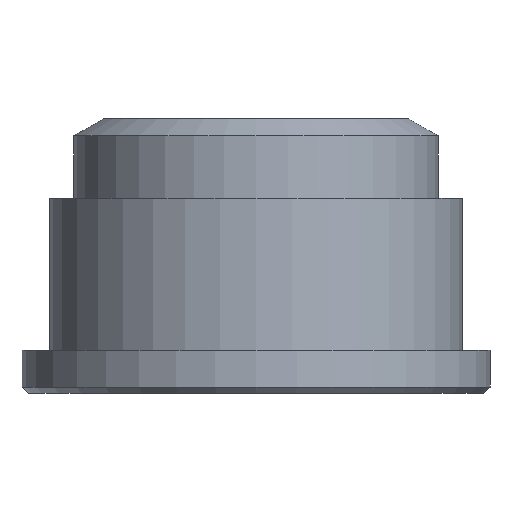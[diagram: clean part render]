
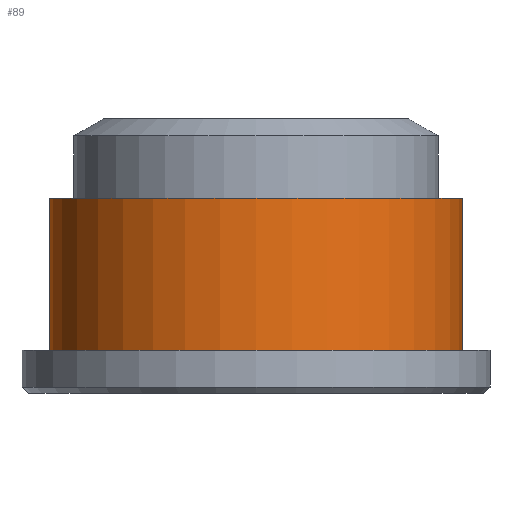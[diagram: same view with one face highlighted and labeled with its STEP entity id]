
A CAD part, front view. The second image highlights one B-rep face of the part: STEP entity #89.
In plain terms, the highlighted cylindrical face has radius 16.95 mm (diameter 33.9 mm), a partial arc.
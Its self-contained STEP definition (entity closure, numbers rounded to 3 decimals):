
#3 = CARTESIAN_POINT ( 'NONE',  ( 0., 0., 16. ) ) ;
#4 = CIRCLE ( 'NONE', #103, 16.95 ) ;
#6 = DIRECTION ( 'NONE',  ( 0., 0., -1. ) ) ;
#13 = VERTEX_POINT ( 'NONE', #68 ) ;
#35 = DIRECTION ( 'NONE',  ( 1., 0., 0. ) ) ;
#40 = ORIENTED_EDGE ( 'NONE', *, *, #96, .F. ) ;
#65 = CARTESIAN_POINT ( 'NONE',  ( 16.95, 0., 3.5 ) ) ;
#68 = CARTESIAN_POINT ( 'NONE',  ( -16.95, 0., 16. ) ) ;
#75 = CARTESIAN_POINT ( 'NONE',  ( -16.95, 0., 3.5 ) ) ;
#89 = ADVANCED_FACE ( 'NONE', ( #119 ), #159, .T. ) ;
#93 = DIRECTION ( 'NONE',  ( 0., 0., -1. ) ) ;
#96 = EDGE_CURVE ( 'NONE', #13, #217, #362, .T. ) ;
#100 = DIRECTION ( 'NONE',  ( 0., 0., 1. ) ) ;
#103 = AXIS2_PLACEMENT_3D ( 'NONE', #242, #100, #35 ) ;
#108 = DIRECTION ( 'NONE',  ( -1., 0., 0. ) ) ;
#109 = VERTEX_POINT ( 'NONE', #75 ) ;
#119 = FACE_OUTER_BOUND ( 'NONE', #274, .T. ) ;
#141 = ORIENTED_EDGE ( 'NONE', *, *, #449, .T. ) ;
#159 = CYLINDRICAL_SURFACE ( 'NONE', #282, 16.95 ) ;
#198 = CARTESIAN_POINT ( 'NONE',  ( -16.95, 0., 16. ) ) ;
#216 = CARTESIAN_POINT ( 'NONE',  ( 0., 0., 16. ) ) ;
#217 = VERTEX_POINT ( 'NONE', #452 ) ;
#242 = CARTESIAN_POINT ( 'NONE',  ( 0., 0., 3.5 ) ) ;
#254 = DIRECTION ( 'NONE',  ( 0., 0., 1. ) ) ;
#259 = LINE ( 'NONE', #455, #293 ) ;
#269 = DIRECTION ( 'NONE',  ( 0., 0., -1. ) ) ;
#274 = EDGE_LOOP ( 'NONE', ( #427, #40, #279, #141 ) ) ;
#279 = ORIENTED_EDGE ( 'NONE', *, *, #334, .T. ) ;
#282 = AXIS2_PLACEMENT_3D ( 'NONE', #3, #6, #108 ) ;
#293 = VECTOR ( 'NONE', #93, 1000. ) ;
#313 = LINE ( 'NONE', #198, #413 ) ;
#334 = EDGE_CURVE ( 'NONE', #13, #109, #313, .T. ) ;
#361 = EDGE_CURVE ( 'NONE', #217, #448, #259, .T. ) ;
#362 = CIRCLE ( 'NONE', #364, 16.95 ) ;
#364 = AXIS2_PLACEMENT_3D ( 'NONE', #216, #254, #441 ) ;
#413 = VECTOR ( 'NONE', #269, 1000. ) ;
#427 = ORIENTED_EDGE ( 'NONE', *, *, #361, .F. ) ;
#441 = DIRECTION ( 'NONE',  ( 1., 0., 0. ) ) ;
#448 = VERTEX_POINT ( 'NONE', #65 ) ;
#449 = EDGE_CURVE ( 'NONE', #109, #448, #4, .T. ) ;
#452 = CARTESIAN_POINT ( 'NONE',  ( 16.95, 0., 16. ) ) ;
#455 = CARTESIAN_POINT ( 'NONE',  ( 16.95, 0., 16. ) ) ;
